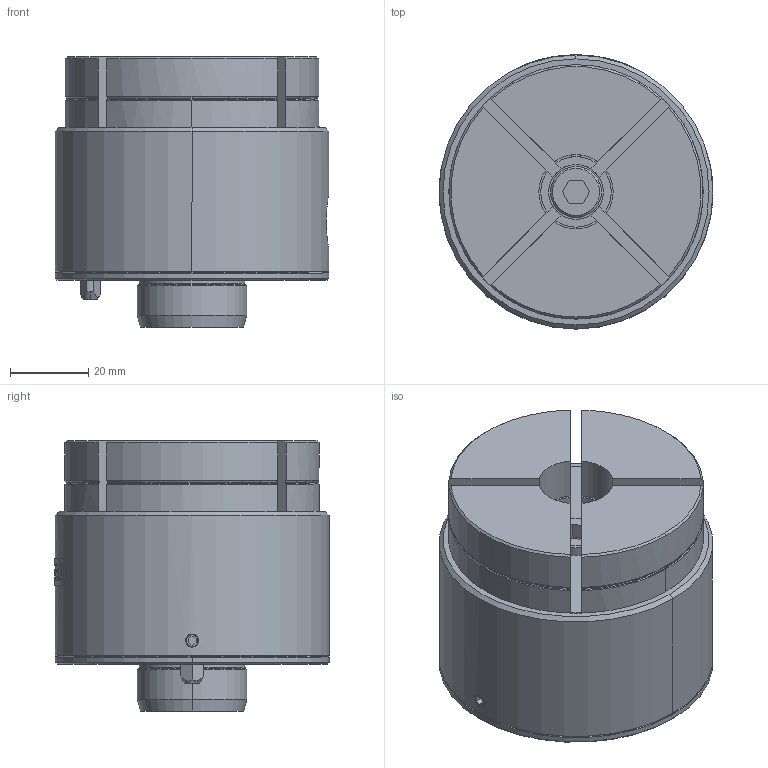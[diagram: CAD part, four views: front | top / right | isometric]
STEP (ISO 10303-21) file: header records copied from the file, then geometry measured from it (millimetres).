
FILE_DESCRIPTION (( 'STEP AP203' ), '1' );
FILE_NAME ('cp120-06501.STEP', '2021-10-25T23:50:32', ( '' ), ( '' ), 'SwSTEP 2.0', 'SolidWorks 2020', '' );
FILE_SCHEMA (( 'CONFIG_CONTROL_DESIGN' ));
Length unit declared in the file: millimetre
Products named in the file (3): cp120-06501_02; cp120-06501_01; cp120-06501
Assembly tree (2 placements, depth 2):
  cp120-06501
    cp120-06501_01
    cp120-06501_02
Bounding box: 70 x 70.05 x 69 mm (x, y, z)
Volume: 181517.6 mm3; surface area: 42809.2 mm2
Topology: 2 solids, 2 shells, 447 faces, 1090 edges, 688 vertices
Faces by surface type: plane 176, cylinder 115, cone 97, bspline 39, torus 20
Entity records: 16219 total; most frequent: CARTESIAN_POINT 5640, ORIENTED_EDGE 2180, DIRECTION 2066, EDGE_CURVE 1090, AXIS2_PLACEMENT_3D 780, VERTEX_POINT 688, LINE 506, VECTOR 506
